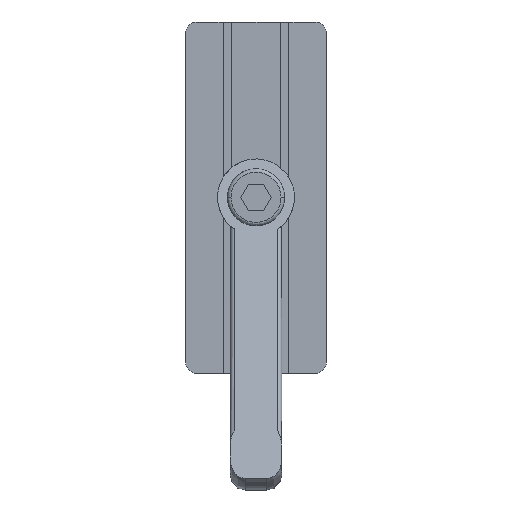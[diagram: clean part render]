
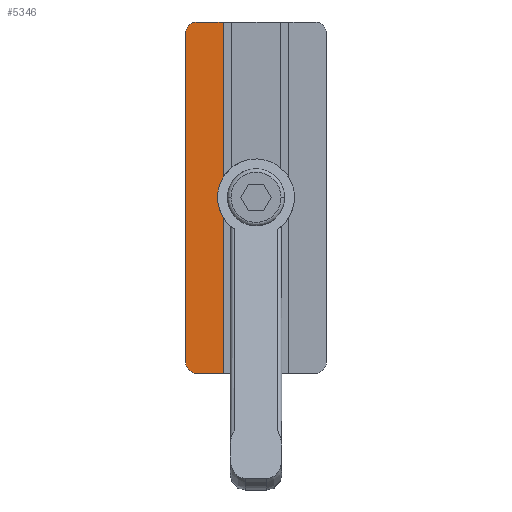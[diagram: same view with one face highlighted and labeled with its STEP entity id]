
A CAD part, top view. The second image highlights one B-rep face of the part: STEP entity #5346.
In plain terms, the highlighted face is planar.
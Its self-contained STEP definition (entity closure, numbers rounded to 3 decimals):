
#33 = CARTESIAN_POINT ( 'NONE',  ( 0., 5.6, 75.5 ) ) ;
#83 = DIRECTION ( 'NONE',  ( 0., 0., -1. ) ) ;
#223 = LINE ( 'NONE', #6271, #3152 ) ;
#366 = FACE_OUTER_BOUND ( 'NONE', #8577, .T. ) ;
#552 = EDGE_CURVE ( 'NONE', #3724, #2629, #2025, .T. ) ;
#679 = VERTEX_POINT ( 'NONE', #8413 ) ;
#796 = PLANE ( 'NONE',  #1628 ) ;
#825 = DIRECTION ( 'NONE',  ( 0., 0., 1. ) ) ;
#971 = DIRECTION ( 'NONE',  ( 0., 0., -1. ) ) ;
#1535 = DIRECTION ( 'NONE',  ( 0., 1., 0. ) ) ;
#1568 = DIRECTION ( 'NONE',  ( 0., 0., 1. ) ) ;
#1625 = DIRECTION ( 'NONE',  ( -1., 0., 0. ) ) ;
#1628 = AXIS2_PLACEMENT_3D ( 'NONE', #8747, #1535, #1568 ) ;
#1735 = DIRECTION ( 'NONE',  ( 0., 1., 0. ) ) ;
#2025 = LINE ( 'NONE', #2592, #5972 ) ;
#2232 = ORIENTED_EDGE ( 'NONE', *, *, #4076, .F. ) ;
#2345 = LINE ( 'NONE', #7827, #9905 ) ;
#2592 = CARTESIAN_POINT ( 'NONE',  ( 0., 5.6, -4.5 ) ) ;
#2629 = VERTEX_POINT ( 'NONE', #8093 ) ;
#2892 = AXIS2_PLACEMENT_3D ( 'NONE', #5575, #3217, #825 ) ;
#3152 = VECTOR ( 'NONE', #10188, 1000. ) ;
#3217 = DIRECTION ( 'NONE',  ( 0., 1., 0. ) ) ;
#3249 = CARTESIAN_POINT ( 'NONE',  ( -13.5, 5.6, -2. ) ) ;
#3303 = CARTESIAN_POINT ( 'NONE',  ( -7.5, 5.6, 75.5 ) ) ;
#3347 = EDGE_CURVE ( 'NONE', #679, #5106, #223, .T. ) ;
#3724 = VERTEX_POINT ( 'NONE', #8194 ) ;
#3801 = VERTEX_POINT ( 'NONE', #7462 ) ;
#4014 = EDGE_CURVE ( 'NONE', #5106, #3801, #7940, .T. ) ;
#4027 = ORIENTED_EDGE ( 'NONE', *, *, #7810, .T. ) ;
#4076 = EDGE_CURVE ( 'NONE', #3724, #679, #9711, .T. ) ;
#4643 = ORIENTED_EDGE ( 'NONE', *, *, #4014, .F. ) ;
#5106 = VERTEX_POINT ( 'NONE', #6826 ) ;
#5149 = VECTOR ( 'NONE', #1625, 1000. ) ;
#5232 = AXIS2_PLACEMENT_3D ( 'NONE', #3249, #1735, #971 ) ;
#5346 = ADVANCED_FACE ( 'NONE', ( #366 ), #796, .F. ) ;
#5575 = CARTESIAN_POINT ( 'NONE',  ( -13.5, 5.6, 73. ) ) ;
#5680 = ORIENTED_EDGE ( 'NONE', *, *, #9962, .F. ) ;
#5769 = DIRECTION ( 'NONE',  ( 1., 0., 0. ) ) ;
#5972 = VECTOR ( 'NONE', #5769, 1000. ) ;
#6271 = CARTESIAN_POINT ( 'NONE',  ( -16., 5.6, 75.5 ) ) ;
#6826 = CARTESIAN_POINT ( 'NONE',  ( -16., 5.6, 73. ) ) ;
#6976 = LINE ( 'NONE', #33, #5149 ) ;
#7253 = ORIENTED_EDGE ( 'NONE', *, *, #3347, .F. ) ;
#7462 = CARTESIAN_POINT ( 'NONE',  ( -13.5, 5.6, 75.5 ) ) ;
#7500 = ORIENTED_EDGE ( 'NONE', *, *, #552, .T. ) ;
#7810 = EDGE_CURVE ( 'NONE', #9732, #3801, #6976, .T. ) ;
#7827 = CARTESIAN_POINT ( 'NONE',  ( -7.5, 5.6, 75.5 ) ) ;
#7940 = CIRCLE ( 'NONE', #2892, 2.5 ) ;
#8093 = CARTESIAN_POINT ( 'NONE',  ( -7.5, 5.6, -4.5 ) ) ;
#8194 = CARTESIAN_POINT ( 'NONE',  ( -13.5, 5.6, -4.5 ) ) ;
#8413 = CARTESIAN_POINT ( 'NONE',  ( -16., 5.6, -2. ) ) ;
#8577 = EDGE_LOOP ( 'NONE', ( #7500, #5680, #4027, #4643, #7253, #2232 ) ) ;
#8747 = CARTESIAN_POINT ( 'NONE',  ( -16., 5.6, 75.5 ) ) ;
#9711 = CIRCLE ( 'NONE', #5232, 2.5 ) ;
#9732 = VERTEX_POINT ( 'NONE', #3303 ) ;
#9905 = VECTOR ( 'NONE', #83, 1000. ) ;
#9962 = EDGE_CURVE ( 'NONE', #9732, #2629, #2345, .T. ) ;
#10188 = DIRECTION ( 'NONE',  ( 0., 0., 1. ) ) ;
